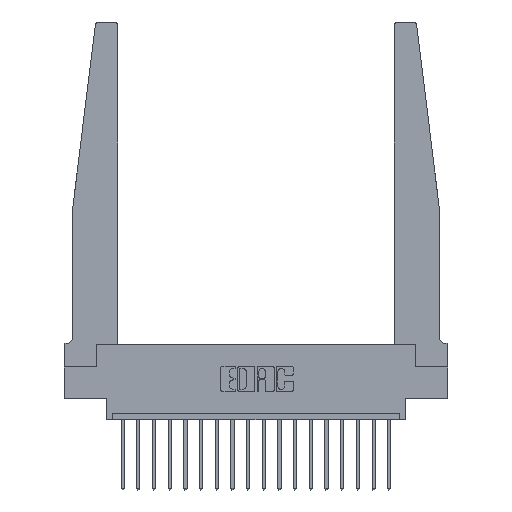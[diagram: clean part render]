
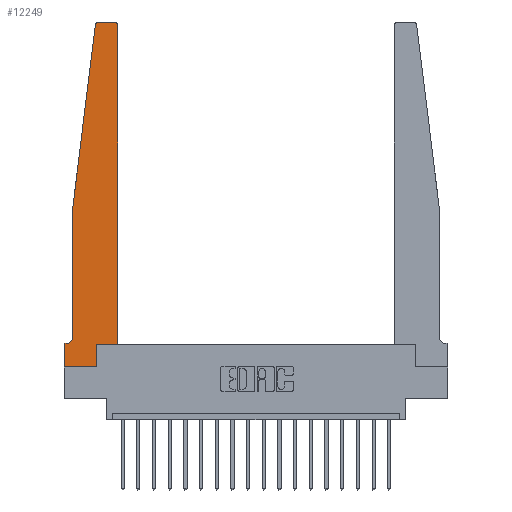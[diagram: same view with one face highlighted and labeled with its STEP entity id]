
A CAD part, top view. The second image highlights one B-rep face of the part: STEP entity #12249.
In plain terms, the highlighted planar face has unit normal (0, 0, 1).
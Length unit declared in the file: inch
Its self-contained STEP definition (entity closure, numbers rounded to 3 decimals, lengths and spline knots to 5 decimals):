
#24 = ORIENTED_EDGE ( 'NONE', *, *, #7686, .T. ) ;
#210 = EDGE_CURVE ( 'NONE', #8771, #12118, #14781, .T. ) ;
#529 = DIRECTION ( 'NONE',  ( 0., 1., 0. ) ) ;
#866 = VERTEX_POINT ( 'NONE', #19483 ) ;
#1272 = LINE ( 'NONE', #13185, #3567 ) ;
#1719 = DIRECTION ( 'NONE',  ( 0., 1., 0. ) ) ;
#2127 = CARTESIAN_POINT ( 'NONE',  ( 0., 0.1875, 0.37 ) ) ;
#2208 = CARTESIAN_POINT ( 'NONE',  ( 0.015, 0.2375, 0.37 ) ) ;
#2351 = EDGE_LOOP ( 'NONE', ( #2914, #4364, #3820, #7221, #4713, #4327, #9462, #10227, #24, #10306, #13442, #12037 ) ) ;
#2464 = LINE ( 'NONE', #16074, #2901 ) ;
#2521 = CARTESIAN_POINT ( 'NONE',  ( 0.425, 0.18, 0.37 ) ) ;
#2831 = VECTOR ( 'NONE', #14687, 39.37008 ) ;
#2901 = VECTOR ( 'NONE', #5671, 39.37008 ) ;
#2914 = ORIENTED_EDGE ( 'NONE', *, *, #3957, .T. ) ;
#3567 = VECTOR ( 'NONE', #19274, 39.37008 ) ;
#3820 = ORIENTED_EDGE ( 'NONE', *, *, #9226, .T. ) ;
#3957 = EDGE_CURVE ( 'NONE', #15957, #6758, #10298, .T. ) ;
#4074 = AXIS2_PLACEMENT_3D ( 'NONE', #2208, #19096, #5119 ) ;
#4327 = ORIENTED_EDGE ( 'NONE', *, *, #10167, .T. ) ;
#4364 = ORIENTED_EDGE ( 'NONE', *, *, #5705, .T. ) ;
#4390 = CARTESIAN_POINT ( 'NONE',  ( 0.25, 2.75, 0.37 ) ) ;
#4473 = VECTOR ( 'NONE', #7490, 39.37008 ) ;
#4593 = DIRECTION ( 'NONE',  ( 0., -1., 0. ) ) ;
#4713 = ORIENTED_EDGE ( 'NONE', *, *, #5187, .T. ) ;
#5119 = DIRECTION ( 'NONE',  ( -1., 0., 0. ) ) ;
#5187 = EDGE_CURVE ( 'NONE', #17331, #866, #13019, .T. ) ;
#5592 = CARTESIAN_POINT ( 'NONE',  ( 0.425, 0.18, 0.37 ) ) ;
#5671 = DIRECTION ( 'NONE',  ( -0.122, -0.992, 0. ) ) ;
#5705 = EDGE_CURVE ( 'NONE', #6758, #19083, #15915, .T. ) ;
#6296 = LINE ( 'NONE', #12381, #13855 ) ;
#6440 = AXIS2_PLACEMENT_3D ( 'NONE', #2127, #8217, #18110 ) ;
#6758 = VERTEX_POINT ( 'NONE', #8922 ) ;
#7221 = ORIENTED_EDGE ( 'NONE', *, *, #14053, .T. ) ;
#7267 = CARTESIAN_POINT ( 'NONE',  ( 0.2605, 0.18, 0.37 ) ) ;
#7490 = DIRECTION ( 'NONE',  ( 1., 0., 0. ) ) ;
#7506 = CARTESIAN_POINT ( 'NONE',  ( 0., 0.1875, 0.37 ) ) ;
#7537 = VECTOR ( 'NONE', #16211, 39.37008 ) ;
#7686 = EDGE_CURVE ( 'NONE', #12092, #8771, #17444, .T. ) ;
#7870 = CARTESIAN_POINT ( 'NONE',  ( 0.425, 2.72, 0.37 ) ) ;
#8217 = DIRECTION ( 'NONE',  ( 0., 0., 1. ) ) ;
#8321 = EDGE_CURVE ( 'NONE', #18576, #15957, #8946, .T. ) ;
#8461 = EDGE_CURVE ( 'NONE', #14051, #12092, #17898, .T. ) ;
#8518 = FACE_OUTER_BOUND ( 'NONE', #2351, .T. ) ;
#8757 = CARTESIAN_POINT ( 'NONE',  ( 0.27653, 2.72, 0.37 ) ) ;
#8771 = VERTEX_POINT ( 'NONE', #7267 ) ;
#8922 = CARTESIAN_POINT ( 'NONE',  ( 0.27653, 2.75, 0.37 ) ) ;
#8932 = VECTOR ( 'NONE', #529, 39.37008 ) ;
#8946 = CIRCLE ( 'NONE', #10234, 0.03 ) ;
#9226 = EDGE_CURVE ( 'NONE', #19083, #13466, #2464, .T. ) ;
#9410 = VECTOR ( 'NONE', #1719, 39.37008 ) ;
#9462 = ORIENTED_EDGE ( 'NONE', *, *, #14944, .T. ) ;
#10091 = CARTESIAN_POINT ( 'NONE',  ( 0., 0., 0.37 ) ) ;
#10167 = EDGE_CURVE ( 'NONE', #866, #12297, #1272, .T. ) ;
#10227 = ORIENTED_EDGE ( 'NONE', *, *, #8461, .T. ) ;
#10234 = AXIS2_PLACEMENT_3D ( 'NONE', #14208, #11516, #13106 ) ;
#10298 = LINE ( 'NONE', #4390, #7537 ) ;
#10306 = ORIENTED_EDGE ( 'NONE', *, *, #210, .T. ) ;
#10353 = CARTESIAN_POINT ( 'NONE',  ( 0.065, 0.2375, 0.37 ) ) ;
#10478 = LINE ( 'NONE', #11767, #18616 ) ;
#10934 = CARTESIAN_POINT ( 'NONE',  ( 0.24675, 2.72367, 0.37 ) ) ;
#11033 = CARTESIAN_POINT ( 'NONE',  ( 0.2605, 0., 0.37 ) ) ;
#11037 = CARTESIAN_POINT ( 'NONE',  ( 0.2605, 0.18, 0.37 ) ) ;
#11126 = LINE ( 'NONE', #17024, #9410 ) ;
#11516 = DIRECTION ( 'NONE',  ( 0., 0., 1. ) ) ;
#11560 = CARTESIAN_POINT ( 'NONE',  ( 0.395, 2.75, 0.37 ) ) ;
#11767 = CARTESIAN_POINT ( 'NONE',  ( 0.065, 1.25, 0.37 ) ) ;
#11953 = DIRECTION ( 'NONE',  ( 0., 0., 1. ) ) ;
#12037 = ORIENTED_EDGE ( 'NONE', *, *, #8321, .T. ) ;
#12092 = VERTEX_POINT ( 'NONE', #11033 ) ;
#12118 = VERTEX_POINT ( 'NONE', #2521 ) ;
#12249 = ADVANCED_FACE ( 'NONE', ( #8518 ), #15837, .T. ) ;
#12297 = VERTEX_POINT ( 'NONE', #7506 ) ;
#12381 = CARTESIAN_POINT ( 'NONE',  ( 0., 0., 0.37 ) ) ;
#13019 = CIRCLE ( 'NONE', #4074, 0.05 ) ;
#13106 = DIRECTION ( 'NONE',  ( 1., 0., 0. ) ) ;
#13185 = CARTESIAN_POINT ( 'NONE',  ( 0.065, 0.1875, 0.37 ) ) ;
#13442 = ORIENTED_EDGE ( 'NONE', *, *, #17840, .T. ) ;
#13466 = VERTEX_POINT ( 'NONE', #14822 ) ;
#13855 = VECTOR ( 'NONE', #4593, 39.37008 ) ;
#14051 = VERTEX_POINT ( 'NONE', #10091 ) ;
#14053 = EDGE_CURVE ( 'NONE', #13466, #17331, #10478, .T. ) ;
#14208 = CARTESIAN_POINT ( 'NONE',  ( 0.395, 2.72, 0.37 ) ) ;
#14687 = DIRECTION ( 'NONE',  ( 1., 0., 0. ) ) ;
#14711 = CARTESIAN_POINT ( 'NONE',  ( 0., 0., 0.37 ) ) ;
#14781 = LINE ( 'NONE', #5592, #2831 ) ;
#14822 = CARTESIAN_POINT ( 'NONE',  ( 0.065, 1.25, 0.37 ) ) ;
#14944 = EDGE_CURVE ( 'NONE', #12297, #14051, #6296, .T. ) ;
#15073 = DIRECTION ( 'NONE',  ( 0., -1., 0. ) ) ;
#15837 = PLANE ( 'NONE',  #6440 ) ;
#15915 = CIRCLE ( 'NONE', #19719, 0.03 ) ;
#15957 = VERTEX_POINT ( 'NONE', #11560 ) ;
#16074 = CARTESIAN_POINT ( 'NONE',  ( 0.065, 1.25, 0.37 ) ) ;
#16211 = DIRECTION ( 'NONE',  ( -1., 0., 0. ) ) ;
#17024 = CARTESIAN_POINT ( 'NONE',  ( 0.425, 0.18, 0.37 ) ) ;
#17331 = VERTEX_POINT ( 'NONE', #10353 ) ;
#17444 = LINE ( 'NONE', #11037, #8932 ) ;
#17840 = EDGE_CURVE ( 'NONE', #12118, #18576, #11126, .T. ) ;
#17898 = LINE ( 'NONE', #14711, #4473 ) ;
#18054 = DIRECTION ( 'NONE',  ( 1., 0., 0. ) ) ;
#18110 = DIRECTION ( 'NONE',  ( 1., 0., 0. ) ) ;
#18576 = VERTEX_POINT ( 'NONE', #7870 ) ;
#18616 = VECTOR ( 'NONE', #15073, 39.37008 ) ;
#19083 = VERTEX_POINT ( 'NONE', #10934 ) ;
#19096 = DIRECTION ( 'NONE',  ( 0., 0., -1. ) ) ;
#19274 = DIRECTION ( 'NONE',  ( -1., 0., 0. ) ) ;
#19483 = CARTESIAN_POINT ( 'NONE',  ( 0.015, 0.1875, 0.37 ) ) ;
#19719 = AXIS2_PLACEMENT_3D ( 'NONE', #8757, #11953, #18054 ) ;
